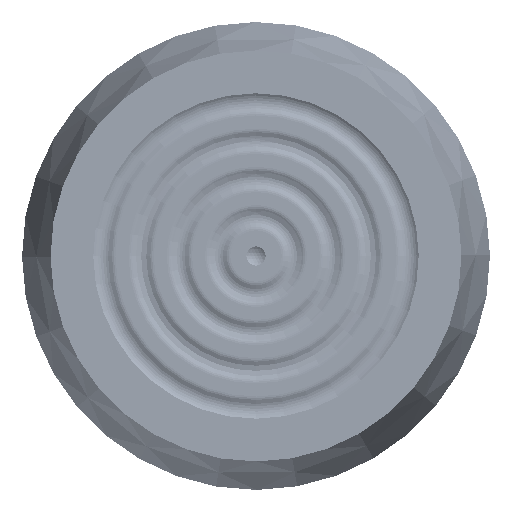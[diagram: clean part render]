
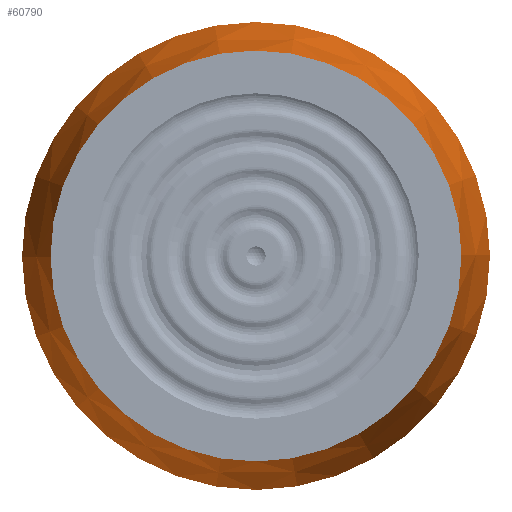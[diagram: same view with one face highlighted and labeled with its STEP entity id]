
A CAD part, left-side view. The second image highlights one B-rep face of the part: STEP entity #60790.
In plain terms, the highlighted conical face has half-angle 15 degrees and reference radius 20.66 mm.
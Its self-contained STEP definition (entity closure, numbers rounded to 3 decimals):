
#8031=CONICAL_SURFACE('',#68764,20.66,0.262);
#11649=FACE_OUTER_BOUND('',#15719,.T.);
#15719=EDGE_LOOP('',(#56474,#56475,#56476,#56477));
#16591=CIRCLE('',#68738,19.321);
#16600=CIRCLE('',#68765,22.);
#20425=LINE('',#142842,#22947);
#22947=VECTOR('',#87078,20.66);
#28925=VERTEX_POINT('',#138784);
#28956=VERTEX_POINT('',#142840);
#38081=EDGE_CURVE('',#28925,#28925,#16591,.T.);
#38132=EDGE_CURVE('',#28956,#28956,#16600,.T.);
#38133=EDGE_CURVE('',#28956,#28925,#20425,.T.);
#56474=ORIENTED_EDGE('',*,*,#38132,.F.);
#56475=ORIENTED_EDGE('',*,*,#38133,.T.);
#56476=ORIENTED_EDGE('',*,*,#38081,.T.);
#56477=ORIENTED_EDGE('',*,*,#38133,.F.);
#60790=ADVANCED_FACE('',(#11649),#8031,.T.);
#68738=AXIS2_PLACEMENT_3D('',#138785,#87001,#87002);
#68764=AXIS2_PLACEMENT_3D('',#142839,#87074,#87075);
#68765=AXIS2_PLACEMENT_3D('',#142841,#87076,#87077);
#87001=DIRECTION('center_axis',(1.,0.,0.));
#87002=DIRECTION('ref_axis',(0.,0.,-1.));
#87074=DIRECTION('center_axis',(1.,0.,0.));
#87075=DIRECTION('ref_axis',(0.,1.,0.));
#87076=DIRECTION('center_axis',(1.,0.,0.));
#87077=DIRECTION('ref_axis',(0.,0.,-1.));
#87078=DIRECTION('',(-0.966,0.259,0.));
#138784=CARTESIAN_POINT('',(-38.,-19.321,0.));
#138785=CARTESIAN_POINT('Origin',(-38.,0.,0.));
#142839=CARTESIAN_POINT('Origin',(-33.,0.,0.));
#142840=CARTESIAN_POINT('',(-28.,-22.,0.));
#142841=CARTESIAN_POINT('Origin',(-28.,0.,0.));
#142842=CARTESIAN_POINT('',(-33.,-20.66,0.));
